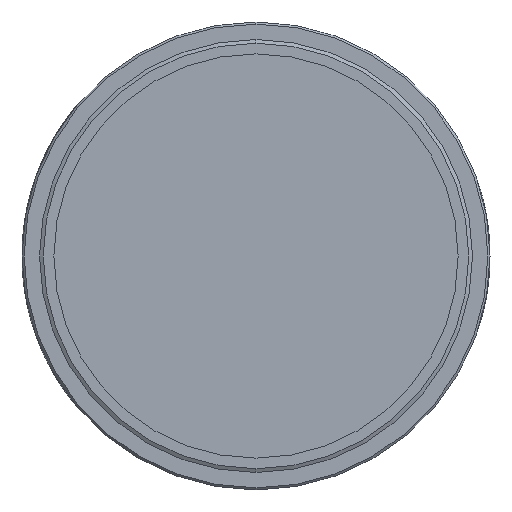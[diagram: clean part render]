
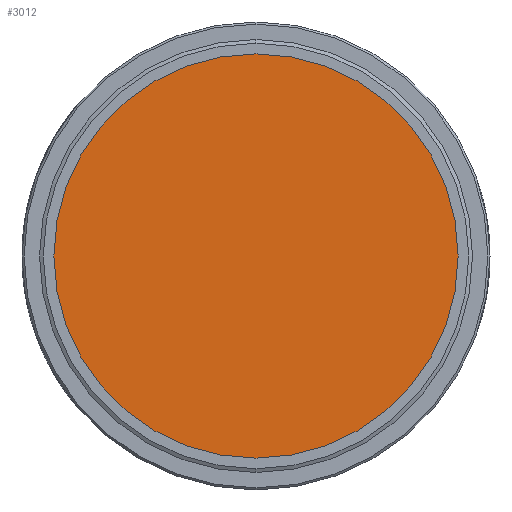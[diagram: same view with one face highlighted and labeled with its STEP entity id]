
A CAD part, left-side view. The second image highlights one B-rep face of the part: STEP entity #3012.
In plain terms, the highlighted planar face has unit normal (-1, 0, 0).
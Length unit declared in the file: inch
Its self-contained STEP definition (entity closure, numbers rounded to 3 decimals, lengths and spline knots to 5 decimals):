
#296 = CARTESIAN_POINT ( 'NONE',  ( -0.105, 0., 0. ) ) ;
#473 = DIRECTION ( 'NONE',  ( 0., 0.107, -0.994 ) ) ;
#1495 = CIRCLE ( 'NONE', #8814, 1. ) ;
#1593 = DIRECTION ( 'NONE',  ( 0., 0.107, -0.994 ) ) ;
#2316 = FACE_OUTER_BOUND ( 'NONE', #14719, .T. ) ;
#2590 = VERTEX_POINT ( 'NONE', #4042 ) ;
#3012 = ADVANCED_FACE ( 'NONE', ( #2316 ), #12343, .F. ) ;
#4042 = CARTESIAN_POINT ( 'NONE',  ( -0.105, -0.10749, 0.99421 ) ) ;
#4734 = DIRECTION ( 'NONE',  ( 1., 0., 0. ) ) ;
#5296 = ORIENTED_EDGE ( 'NONE', *, *, #5669, .F. ) ;
#5669 = EDGE_CURVE ( 'NONE', #9302, #2590, #1495, .T. ) ;
#6899 = CARTESIAN_POINT ( 'NONE',  ( -0.105, 0.10749, -0.99421 ) ) ;
#8066 = DIRECTION ( 'NONE',  ( 1., 0., 0. ) ) ;
#8300 = CIRCLE ( 'NONE', #8875, 1. ) ;
#8814 = AXIS2_PLACEMENT_3D ( 'NONE', #296, #9175, #1593 ) ;
#8875 = AXIS2_PLACEMENT_3D ( 'NONE', #15677, #8066, #473 ) ;
#9175 = DIRECTION ( 'NONE',  ( 1., 0., 0. ) ) ;
#9302 = VERTEX_POINT ( 'NONE', #6899 ) ;
#12343 = PLANE ( 'NONE',  #14879 ) ;
#13496 = CARTESIAN_POINT ( 'NONE',  ( -0.105, 0., 0. ) ) ;
#13596 = DIRECTION ( 'NONE',  ( 0., 0.107, -0.994 ) ) ;
#14719 = EDGE_LOOP ( 'NONE', ( #5296, #16210 ) ) ;
#14879 = AXIS2_PLACEMENT_3D ( 'NONE', #13496, #4734, #13596 ) ;
#15677 = CARTESIAN_POINT ( 'NONE',  ( -0.105, 0., 0. ) ) ;
#16210 = ORIENTED_EDGE ( 'NONE', *, *, #16345, .F. ) ;
#16345 = EDGE_CURVE ( 'NONE', #2590, #9302, #8300, .T. ) ;
